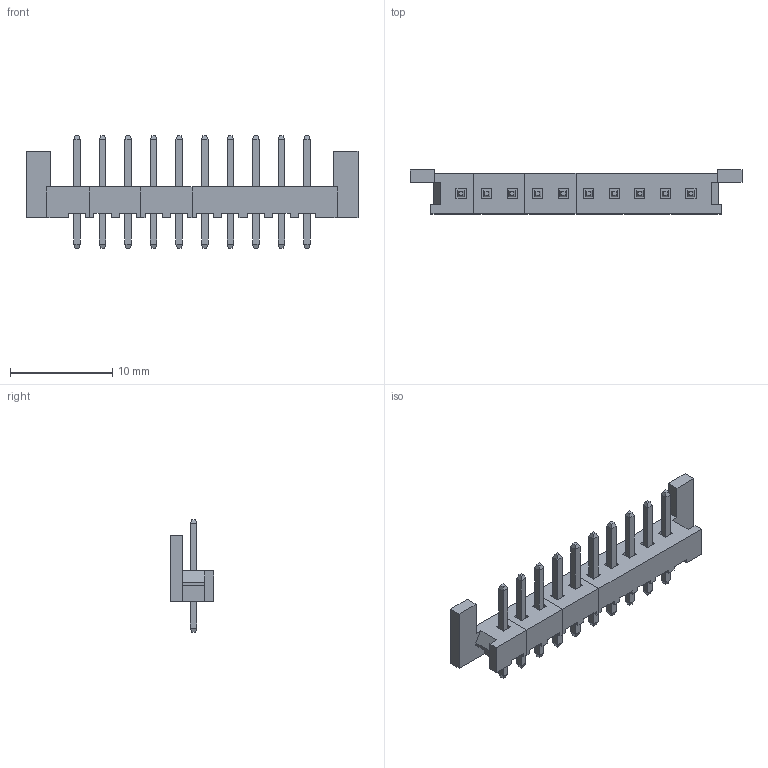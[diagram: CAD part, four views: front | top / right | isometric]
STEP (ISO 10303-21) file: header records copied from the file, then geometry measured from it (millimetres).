
FILE_DESCRIPTION(('FreeCAD Model'),'2;1');
FILE_NAME('Open CASCADE Shape Model','2024-01-07T13:55:55',('Author'),( ''),'Open CASCADE STEP processor 7.5','FreeCAD','Unknown');
FILE_SCHEMA(('AUTOMOTIVE_DESIGN { 1 0 10303 214 1 1 1 1 }'));
Length unit declared in the file: millimetre
Products named in the file (1): HNC2-2.5P-10DS
Bounding box: 32.5 x 4.3 x 11 mm (x, y, z)
Volume: 365.4 mm3; surface area: 769.4 mm2
Topology: 1 solids, 1 shells, 308 faces, 736 edges, 460 vertices
Faces by surface type: plane 308
Entity records: 9887 total; most frequent: CARTESIAN_POINT 1505, ORIENTED_EDGE 1472, DIRECTION 1354, EDGE_CURVE 736, LINE 736, VECTOR 736, VERTEX_POINT 460, FACE_BOUND 338
